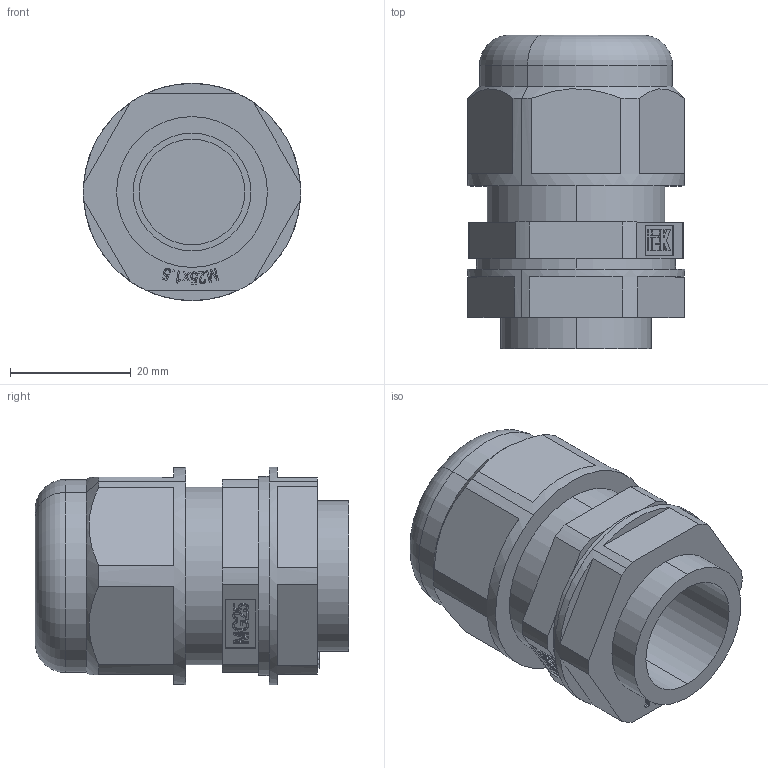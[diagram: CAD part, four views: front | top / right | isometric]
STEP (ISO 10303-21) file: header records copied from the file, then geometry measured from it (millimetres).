
FILE_DESCRIPTION (( 'STEP AP214' ), '1' );
FILE_NAME ('YSA10-18-25-68-K02 Ñàëüíèê MG 25 äèàìåòð ïðîâîäíèêà 13-18ìì IP68 ÈÝÊ.STEP', '2016-11-09T07:23:57', ( '' ), ( '' ), 'SwSTEP 2.0', 'SolidWorks 2014', '' );
FILE_SCHEMA (( 'AUTOMOTIVE_DESIGN' ));
Length unit declared in the file: millimetre
Products named in the file (1): YSA10-18-25-68-K02 Ñàëüíèê MG 25 äèàìåòð ïðîâîäíèêà 13-18ìì  IP68 ÈÝÊ
Bounding box: 36 x 52 x 36 mm (x, y, z)
Volume: 26161.5 mm3; surface area: 20739.9 mm2
Topology: 5 solids, 5 shells, 335 faces, 896 edges, 594 vertices
Faces by surface type: plane 225, bspline 54, cylinder 38, cone 16, torus 2
Entity records: 17282 total; most frequent: CARTESIAN_POINT 5413, ORIENTED_EDGE 1792, DIRECTION 1474, EDGE_CURVE 896, VECTOR 606, LINE 606, VERTEX_POINT 594, AXIS2_PLACEMENT_3D 434
